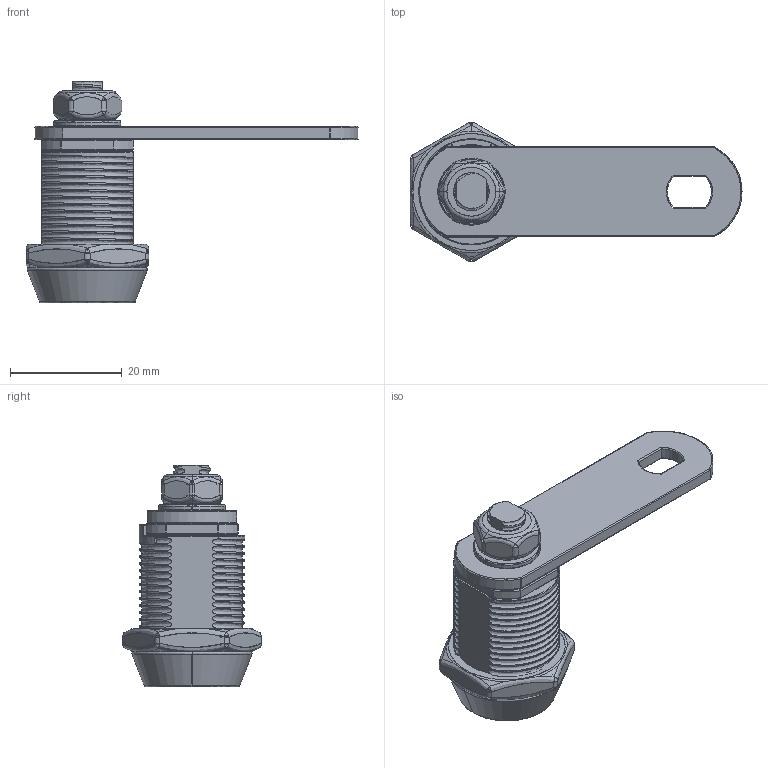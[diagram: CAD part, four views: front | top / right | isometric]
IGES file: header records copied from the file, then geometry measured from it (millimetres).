
Start section: SolidWorks IGES file using analytic representation for surfaces
Global section: file name: TM-824-2.IGS; native system: SolidWorks 2020; preprocessor: SolidWorks 2020; author: user; date: 250124.103823; units: millimetre
Bounding box: 59.52 x 25.09 x 39.8 mm (x, y, z)
Surface area: 8144.2 mm2 (no closed solid volume)
Topology: 0 solids, 0 shells, 681 faces, 8290 edges, 8215 vertices
Faces by surface type: bspline 415, revolution 266
